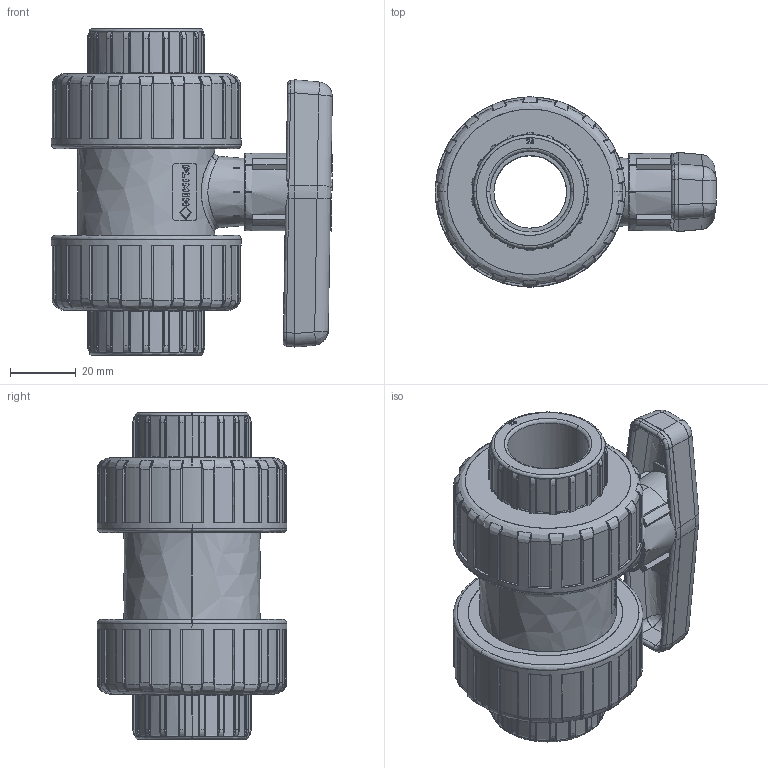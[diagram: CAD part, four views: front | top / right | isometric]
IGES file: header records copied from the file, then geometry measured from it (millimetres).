
Start section: SolidWorks IGES file using NURBS representation for surfaces
Global section: file name: 02612077025.IGS; native system: SolidWorks 2021; preprocessor: SolidWorks 2021; author: DMorais; date: 220519.154316; units: millimetre
Bounding box: 85.25 x 57.52 x 99.39 mm (x, y, z)
Surface area: 37274.1 mm2 (no closed solid volume)
Topology: 0 solids, 0 shells, 1587 faces, 16127 edges, 16113 vertices
Faces by surface type: bspline 1587
